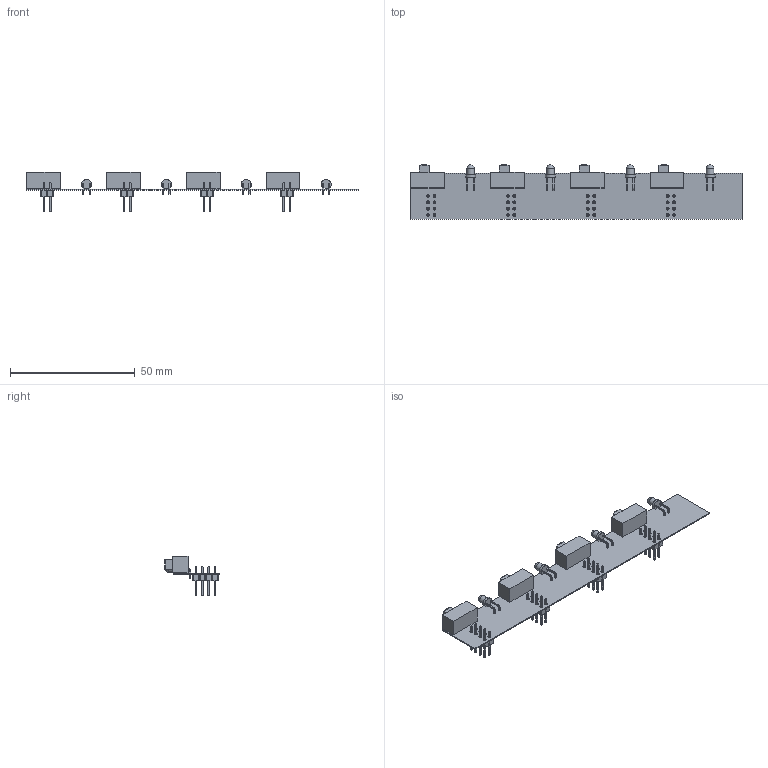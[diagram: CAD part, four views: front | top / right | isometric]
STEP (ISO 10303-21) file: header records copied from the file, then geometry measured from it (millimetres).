
FILE_DESCRIPTION(('Open CASCADE Model'),'2;1');
FILE_NAME('Open CASCADE Shape Model','2025-02-20T16:05:30',('Author'),( 'Open CASCADE'),'Open CASCADE STEP processor 7.5','Open CASCADE 7.5' ,'Unknown');
FILE_SCHEMA(('AUTOMOTIVE_DESIGN { 1 0 10303 214 1 1 1 1 }'));
Length unit declared in the file: millimetre
Products named in the file (15): PCB; Board; Open CASCADE STEP translator 7.5 6.1.1; Designator3; PLD-8; ïðÿìîé_øòûðü; ﲭ; Designator4; Designator5; Designator6; Free-Models; SlideSwitch; L-1154GT_Angle; ť󡬼
Assembly tree (37 placements, depth 4):
  PCB
    Board
      Open CASCADE STEP translator 7.5 6.1.1
    Designator3
      PLD-8
        ïðÿìîé_øòûðü  x8
        ﲭ  x8
    Designator4
      PLD-8
        ïðÿìîé_øòûðü  x8
        ﲭ  x8
    Designator5
      PLD-8
        ïðÿìîé_øòûðü  x8
        ﲭ  x8
    Designator6
      PLD-8
        ïðÿìîé_øòûðü  x8
        ﲭ  x8
    Free-Models
      SlideSwitch  x4
      L-1154GT_Angle  x4
        ť󡬼
        ť󡬼
Bounding box: 133 x 21.8 x 15.84 mm (x, y, z)
Volume: 4173.7 mm3; surface area: 9769.5 mm2
Topology: 81 solids, 81 shells, 1686 faces, 3788 edges, 2264 vertices
Faces by surface type: plane 1626, cylinder 56, sphere 4
Full cylindrical faces by diameter (mm): 1.1 x32, 3 x4
Entity records: 5242 total; most frequent: DIRECTION 790, CARTESIAN_POINT 770, ORIENTED_EDGE 710, EDGE_CURVE 355, LINE 276, VECTOR 276, AXIS2_PLACEMENT_3D 257, VERTEX_POINT 228
